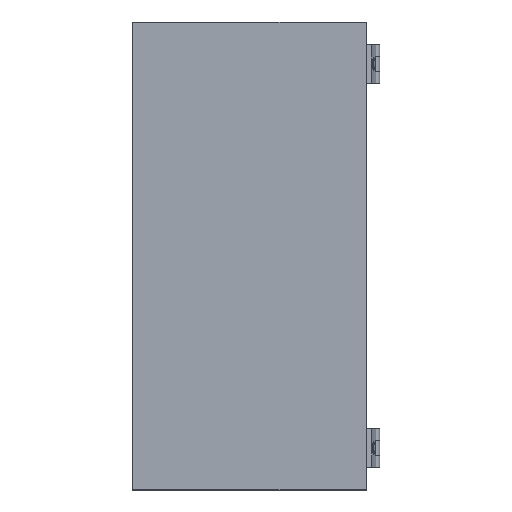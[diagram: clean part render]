
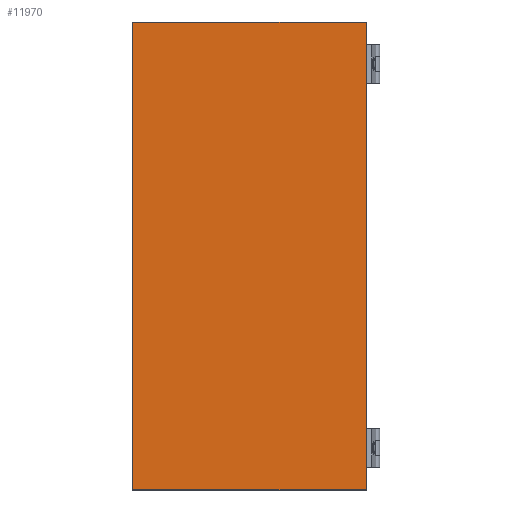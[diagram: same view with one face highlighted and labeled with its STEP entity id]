
A CAD part, front view. The second image highlights one B-rep face of the part: STEP entity #11970.
In plain terms, the highlighted planar face has unit normal (0, -1, 0).
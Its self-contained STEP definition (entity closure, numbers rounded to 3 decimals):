
#370 = CARTESIAN_POINT ( 'NONE',  ( 0., 0., 300. ) ) ;
#793 = PLANE ( 'NONE',  #15782 ) ;
#964 = VECTOR ( 'NONE', #14226, 1000. ) ;
#1770 = EDGE_CURVE ( 'NONE', #7156, #8965, #20392, .T. ) ;
#1955 = LINE ( 'NONE', #20187, #14660 ) ;
#2159 = CARTESIAN_POINT ( 'NONE',  ( 0., 0., 300. ) ) ;
#2444 = DIRECTION ( 'NONE',  ( 0., -1., 0. ) ) ;
#2789 = DIRECTION ( 'NONE',  ( 0., 0., -1. ) ) ;
#4126 = EDGE_LOOP ( 'NONE', ( #14017, #12949, #17318, #13054 ) ) ;
#4946 = VERTEX_POINT ( 'NONE', #16448 ) ;
#6396 = VERTEX_POINT ( 'NONE', #6690 ) ;
#6690 = CARTESIAN_POINT ( 'NONE',  ( 0., 0., 0. ) ) ;
#6705 = EDGE_CURVE ( 'NONE', #8965, #4946, #17790, .T. ) ;
#7156 = VERTEX_POINT ( 'NONE', #2159 ) ;
#8575 = DIRECTION ( 'NONE',  ( 0., 0., 1. ) ) ;
#8965 = VERTEX_POINT ( 'NONE', #23256 ) ;
#9298 = DIRECTION ( 'NONE',  ( -1., 0., 0. ) ) ;
#10226 = CARTESIAN_POINT ( 'NONE',  ( 0., 0., 0. ) ) ;
#11664 = DIRECTION ( 'NONE',  ( 1., 0., 0. ) ) ;
#11970 = ADVANCED_FACE ( 'NONE', ( #20678 ), #793, .T. ) ;
#12268 = VECTOR ( 'NONE', #11664, 1000. ) ;
#12949 = ORIENTED_EDGE ( 'NONE', *, *, #6705, .F. ) ;
#13054 = ORIENTED_EDGE ( 'NONE', *, *, #21193, .F. ) ;
#13527 = CARTESIAN_POINT ( 'NONE',  ( 0., 0., 0. ) ) ;
#14017 = ORIENTED_EDGE ( 'NONE', *, *, #22640, .F. ) ;
#14226 = DIRECTION ( 'NONE',  ( 0., 0., -1. ) ) ;
#14660 = VECTOR ( 'NONE', #9298, 1000. ) ;
#15782 = AXIS2_PLACEMENT_3D ( 'NONE', #13527, #2444, #2789 ) ;
#16448 = CARTESIAN_POINT ( 'NONE',  ( 150., 0., 0. ) ) ;
#17318 = ORIENTED_EDGE ( 'NONE', *, *, #1770, .F. ) ;
#17790 = LINE ( 'NONE', #21033, #964 ) ;
#20187 = CARTESIAN_POINT ( 'NONE',  ( 150., 0., 0. ) ) ;
#20392 = LINE ( 'NONE', #370, #12268 ) ;
#20678 = FACE_OUTER_BOUND ( 'NONE', #4126, .T. ) ;
#21033 = CARTESIAN_POINT ( 'NONE',  ( 150., 0., 300. ) ) ;
#21193 = EDGE_CURVE ( 'NONE', #6396, #7156, #21453, .T. ) ;
#21450 = VECTOR ( 'NONE', #8575, 1000. ) ;
#21453 = LINE ( 'NONE', #10226, #21450 ) ;
#22640 = EDGE_CURVE ( 'NONE', #4946, #6396, #1955, .T. ) ;
#23256 = CARTESIAN_POINT ( 'NONE',  ( 150., 0., 300. ) ) ;
